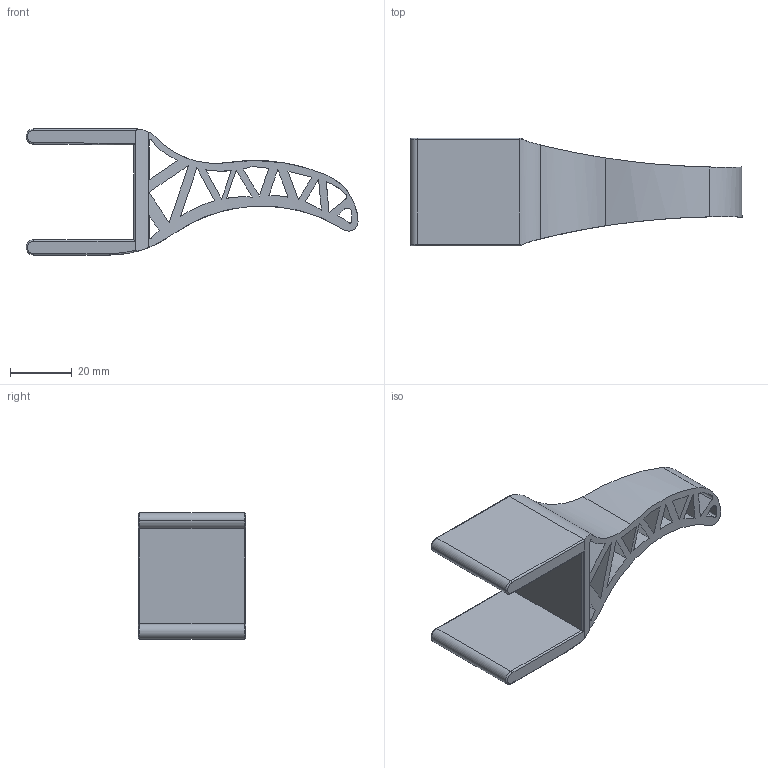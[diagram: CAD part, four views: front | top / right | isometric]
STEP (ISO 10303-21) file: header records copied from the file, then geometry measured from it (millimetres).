
FILE_DESCRIPTION(/* description */ (''),/* implementation_level */ '2;1');
FILE_NAME(/* name */ 'Desk Hook v1.step',/* time_stamp */ '2019-10-15T21:34:16-06:00',/* author */ (''),/* organization */ (''),/* preprocessor_version */ 'ST-DEVELOPER v18',/* originating_system */ 'Autodesk Translation Framework v8.6.0.1094',/* authorisation */ '');
FILE_SCHEMA (('AUTOMOTIVE_DESIGN { 1 0 10303 214 3 1 1 }'));
Length unit declared in the file: millimetre
Products named in the file (1): Desk Hook
Bounding box: 107.95 x 35 x 41 mm (x, y, z)
Volume: 34201.9 mm3; surface area: 19934.4 mm2
Topology: 1 solids, 1 shells, 87 faces, 236 edges, 151 vertices
Faces by surface type: cylinder 45, plane 33, torus 9
Entity records: 3199 total; most frequent: CARTESIAN_POINT 976, ORIENTED_EDGE 472, DIRECTION 432, EDGE_CURVE 236, AXIS2_PLACEMENT_3D 169, VERTEX_POINT 151, EDGE_LOOP 111, LINE 94
